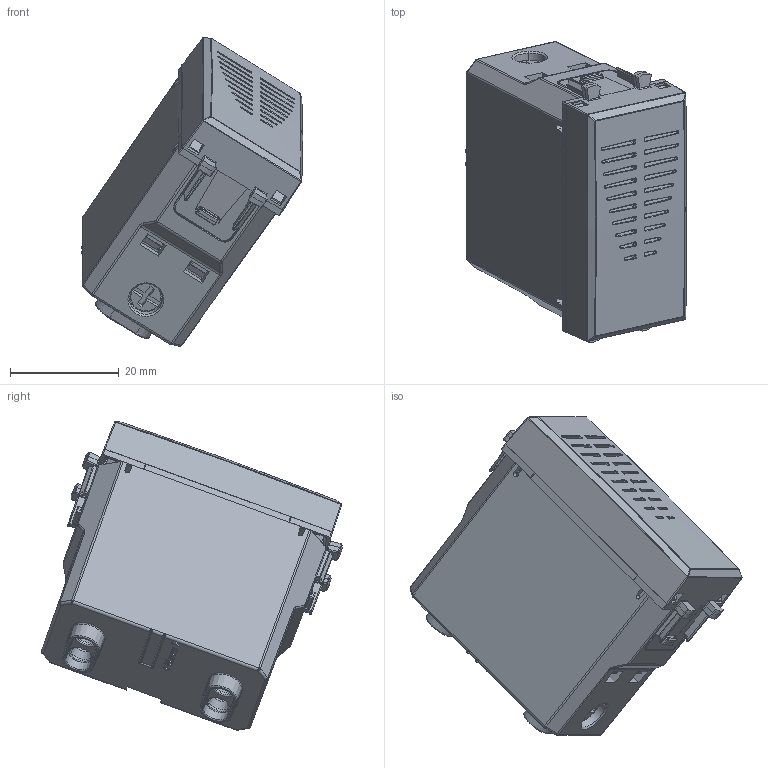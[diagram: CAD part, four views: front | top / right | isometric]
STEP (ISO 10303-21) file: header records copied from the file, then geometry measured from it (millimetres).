
FILE_DESCRIPTION(('CATIA V5 STEP Exchange'),'2;1');
FILE_NAME('442031.stp','2024-02-26T10:29:20+00:00',('none'),('none'),'CATIA Version 5-6 Release 2016 SP6','CATIA V5 STEP AP203','none');
FILE_SCHEMA(('CONFIG_CONTROL_DESIGN'));
Products named in the file (1): 44X031
Assembly tree (5 placements, depth 2):
  44X031
    #57
    #15098
    #48801
    #64296  x2
Bounding box: 40.8 x 55.49 x 56.88 mm (x, y, z)
Volume: 11541.1 mm3; surface area: 19060.7 mm2
Topology: 5 solids, 5 shells, 1651 faces, 4324 edges, 2623 vertices
Faces by surface type: plane 659, cylinder 480, bspline 252, cone 158, sphere 60, torus 42
Entity records: 65217 total; most frequent: CARTESIAN_POINT 31030, ORIENTED_EDGE 8360, DIRECTION 4763, EDGE_CURVE 4180, VERTEX_POINT 2575, VECTOR 2049, LINE 2049, EDGE_LOOP 1695
